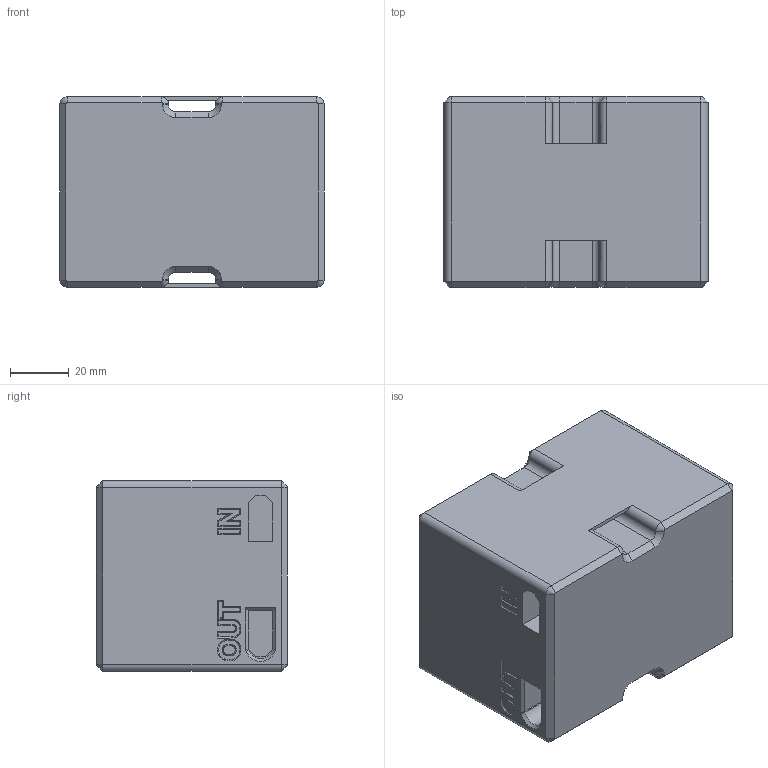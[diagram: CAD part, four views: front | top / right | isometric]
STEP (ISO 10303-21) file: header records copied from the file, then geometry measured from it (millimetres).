
FILE_DESCRIPTION (( 'STEP AP203' ), '1' );
FILE_NAME ('Ñóäåéñêèé êèðïè÷ ÑÊÀÒ 2025.STEP', '2025-04-18T11:01:23', ( '' ), ( '' ), 'SwSTEP 2.0', 'SolidWorks 2023', '' );
FILE_SCHEMA (( 'CONFIG_CONTROL_DESIGN' ));
Length unit declared in the file: millimetre
Products named in the file (1): Судейский кирпич СКАТ 2025
Bounding box: 90 x 65 x 65 mm (x, y, z)
Volume: 364921.1 mm3; surface area: 35045 mm2
Topology: 1 solids, 1 shells, 217 faces, 558 edges, 354 vertices
Faces by surface type: plane 144, bspline 35, cone 25, cylinder 13
Entity records: 18862 total; most frequent: CARTESIAN_POINT 13801, ORIENTED_EDGE 1116, DIRECTION 869, EDGE_CURVE 558, LINE 385, VECTOR 385, VERTEX_POINT 354, AXIS2_PLACEMENT_3D 242
